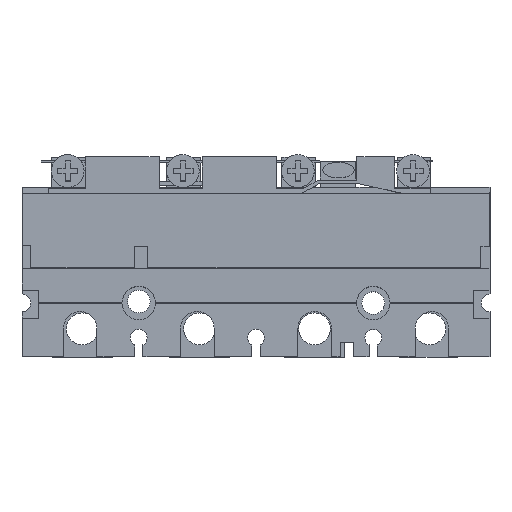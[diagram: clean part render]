
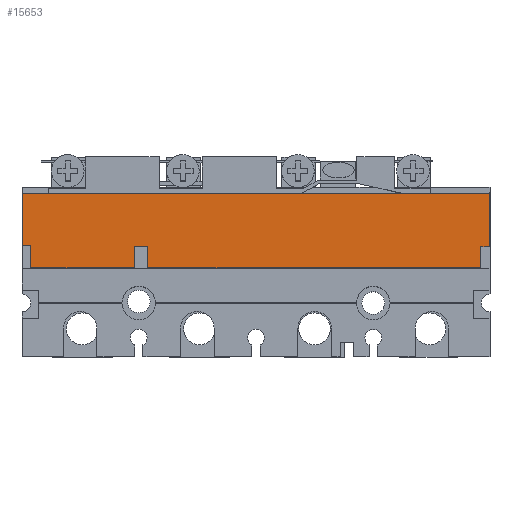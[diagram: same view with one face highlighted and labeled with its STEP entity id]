
A CAD part, top view. The second image highlights one B-rep face of the part: STEP entity #15653.
In plain terms, the highlighted planar face has unit normal (0, 0, 1).
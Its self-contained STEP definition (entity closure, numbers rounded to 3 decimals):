
#4584=DIRECTION('',(0.,1.,0.));
#4585=VECTOR('',#4584,15.5);
#4586=CARTESIAN_POINT('',(0.2,33.13,83.65));
#4587=LINE('',#4586,#4585);
#4588=DIRECTION('',(1.,0.,0.));
#4589=VECTOR('',#4588,139.3);
#4590=CARTESIAN_POINT('',(0.2,48.63,83.65));
#4591=LINE('',#4590,#4589);
#4592=DIRECTION('',(1.,0.,0.));
#4593=VECTOR('',#4592,0.06);
#4594=CARTESIAN_POINT('',(139.5,33.13,83.65));
#4595=LINE('',#4594,#4593);
#4596=DIRECTION('',(0.,-1.,0.));
#4597=VECTOR('',#4596,0.35);
#4598=CARTESIAN_POINT('',(139.56,33.13,83.65));
#4599=LINE('',#4598,#4597);
#4600=DIRECTION('',(-1.,0.,0.));
#4601=VECTOR('',#4600,2.61);
#4602=CARTESIAN_POINT('',(139.56,32.78,83.65));
#4603=LINE('',#4602,#4601);
#4604=DIRECTION('',(0.,-1.,0.));
#4605=VECTOR('',#4604,6.28);
#4606=CARTESIAN_POINT('',(136.95,32.78,83.65));
#4607=LINE('',#4606,#4605);
#4608=DIRECTION('',(-1.,0.,0.));
#4609=VECTOR('',#4608,99.4);
#4610=CARTESIAN_POINT('',(136.95,26.5,83.65));
#4611=LINE('',#4610,#4609);
#4612=DIRECTION('',(0.,1.,0.));
#4613=VECTOR('',#4612,6.28);
#4614=CARTESIAN_POINT('',(37.55,26.5,83.65));
#4615=LINE('',#4614,#4613);
#4616=DIRECTION('',(-1.,0.,0.));
#4617=VECTOR('',#4616,3.97);
#4618=CARTESIAN_POINT('',(37.55,32.78,83.65));
#4619=LINE('',#4618,#4617);
#4620=DIRECTION('',(0.,-1.,0.));
#4621=VECTOR('',#4620,6.28);
#4622=CARTESIAN_POINT('',(33.58,32.78,83.65));
#4623=LINE('',#4622,#4621);
#4624=DIRECTION('',(-1.,0.,0.));
#4625=VECTOR('',#4624,30.97);
#4626=CARTESIAN_POINT('',(33.58,26.5,83.65));
#4627=LINE('',#4626,#4625);
#4628=DIRECTION('',(0.,1.,0.));
#4629=VECTOR('',#4628,6.63);
#4630=CARTESIAN_POINT('',(2.61,26.5,83.65));
#4631=LINE('',#4630,#4629);
#4632=DIRECTION('',(-1.,0.,0.));
#4633=VECTOR('',#4632,2.41);
#4634=CARTESIAN_POINT('',(2.61,33.13,83.65));
#4635=LINE('',#4634,#4633);
#4644=DIRECTION('',(0.,1.,0.));
#4645=VECTOR('',#4644,15.5);
#4646=CARTESIAN_POINT('',(139.5,33.13,83.65));
#4647=LINE('',#4646,#4645);
#8889=CARTESIAN_POINT('',(0.2,48.63,83.65));
#8890=VERTEX_POINT('',#8889);
#8897=CARTESIAN_POINT('',(139.5,48.63,83.65));
#8898=VERTEX_POINT('',#8897);
#8899=CARTESIAN_POINT('',(0.2,33.13,83.65));
#8900=VERTEX_POINT('',#8899);
#8905=CARTESIAN_POINT('',(139.5,33.13,83.65));
#8906=VERTEX_POINT('',#8905);
#8907=CARTESIAN_POINT('',(139.56,33.13,83.65));
#8908=VERTEX_POINT('',#8907);
#8909=CARTESIAN_POINT('',(139.56,32.78,83.65));
#8910=VERTEX_POINT('',#8909);
#8911=CARTESIAN_POINT('',(136.95,32.78,83.65));
#8912=VERTEX_POINT('',#8911);
#8913=CARTESIAN_POINT('',(136.95,26.5,83.65));
#8914=VERTEX_POINT('',#8913);
#8915=CARTESIAN_POINT('',(37.55,26.5,83.65));
#8916=VERTEX_POINT('',#8915);
#8917=CARTESIAN_POINT('',(37.55,32.78,83.65));
#8918=VERTEX_POINT('',#8917);
#8919=CARTESIAN_POINT('',(33.58,32.78,83.65));
#8920=VERTEX_POINT('',#8919);
#8921=CARTESIAN_POINT('',(33.58,26.5,83.65));
#8922=VERTEX_POINT('',#8921);
#8923=CARTESIAN_POINT('',(2.61,26.5,83.65));
#8924=VERTEX_POINT('',#8923);
#8925=CARTESIAN_POINT('',(2.61,33.13,83.65));
#8926=VERTEX_POINT('',#8925);
#15620=CARTESIAN_POINT('',(0.,19.85,83.65));
#15621=DIRECTION('',(0.,0.,1.));
#15622=DIRECTION('',(1.,0.,0.));
#15623=AXIS2_PLACEMENT_3D('',#15620,#15621,#15622);
#15624=PLANE('',#15623);
#15625=ORIENTED_EDGE('',*,*,#15611,.T.);
#15626=ORIENTED_EDGE('',*,*,#15599,.T.);
#15628=ORIENTED_EDGE('',*,*,#15627,.F.);
#15630=ORIENTED_EDGE('',*,*,#15629,.T.);
#15632=ORIENTED_EDGE('',*,*,#15631,.T.);
#15634=ORIENTED_EDGE('',*,*,#15633,.T.);
#15636=ORIENTED_EDGE('',*,*,#15635,.T.);
#15638=ORIENTED_EDGE('',*,*,#15637,.T.);
#15640=ORIENTED_EDGE('',*,*,#15639,.T.);
#15642=ORIENTED_EDGE('',*,*,#15641,.T.);
#15644=ORIENTED_EDGE('',*,*,#15643,.T.);
#15646=ORIENTED_EDGE('',*,*,#15645,.T.);
#15648=ORIENTED_EDGE('',*,*,#15647,.T.);
#15650=ORIENTED_EDGE('',*,*,#15649,.T.);
#15651=EDGE_LOOP('',(#15625,#15626,#15628,#15630,#15632,#15634,#15636,#15638,
#15640,#15642,#15644,#15646,#15648,#15650));
#15652=FACE_OUTER_BOUND('',#15651,.F.);
#15599=EDGE_CURVE('',#8890,#8898,#4591,.T.);
#15611=EDGE_CURVE('',#8900,#8890,#4587,.T.);
#15627=EDGE_CURVE('',#8906,#8898,#4647,.T.);
#15629=EDGE_CURVE('',#8906,#8908,#4595,.T.);
#15631=EDGE_CURVE('',#8908,#8910,#4599,.T.);
#15633=EDGE_CURVE('',#8910,#8912,#4603,.T.);
#15635=EDGE_CURVE('',#8912,#8914,#4607,.T.);
#15637=EDGE_CURVE('',#8914,#8916,#4611,.T.);
#15639=EDGE_CURVE('',#8916,#8918,#4615,.T.);
#15641=EDGE_CURVE('',#8918,#8920,#4619,.T.);
#15643=EDGE_CURVE('',#8920,#8922,#4623,.T.);
#15645=EDGE_CURVE('',#8922,#8924,#4627,.T.);
#15647=EDGE_CURVE('',#8924,#8926,#4631,.T.);
#15649=EDGE_CURVE('',#8926,#8900,#4635,.T.);
#15653=ADVANCED_FACE('',(#15652),#15624,.T.);
